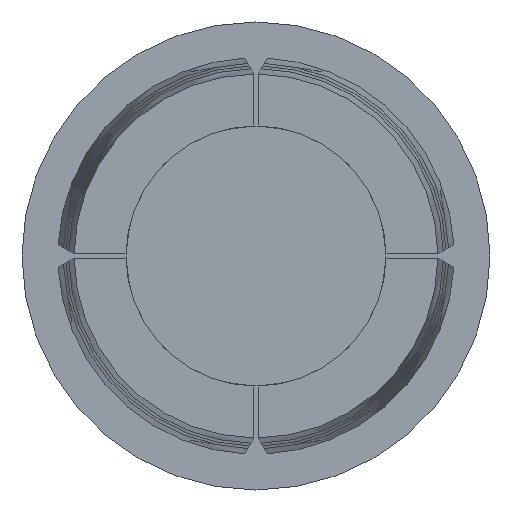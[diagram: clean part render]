
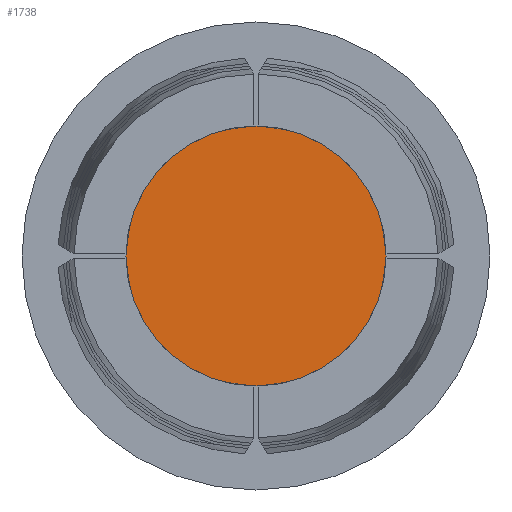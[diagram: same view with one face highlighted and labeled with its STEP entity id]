
A CAD part, front view. The second image highlights one B-rep face of the part: STEP entity #1738.
In plain terms, the highlighted planar face has unit normal (0, -1, 0).
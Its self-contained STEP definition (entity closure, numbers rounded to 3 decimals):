
#751=CARTESIAN_POINT('',(0.062,-4.325,0.));
#752=DIRECTION('',(0.,-1.,0.));
#753=DIRECTION('',(-1.,0.,0.));
#754=AXIS2_PLACEMENT_3D('',#751,#752,#753);
#756=CARTESIAN_POINT('',(0.062,-4.325,0.));
#757=DIRECTION('',(0.,-1.,0.));
#758=DIRECTION('',(1.,0.,0.));
#759=AXIS2_PLACEMENT_3D('',#756,#757,#758);
#823=CARTESIAN_POINT('',(-1.188,-4.325,0.));
#824=CARTESIAN_POINT('',(1.312,-4.325,0.));
#825=VERTEX_POINT('',#823);
#826=VERTEX_POINT('',#824);
#1729=CARTESIAN_POINT('',(0.062,-4.325,0.));
#1730=DIRECTION('',(0.,-1.,0.));
#1731=DIRECTION('',(-1.,0.,0.));
#1732=AXIS2_PLACEMENT_3D('',#1729,#1730,#1731);
#1733=PLANE('',#1732);
#1734=ORIENTED_EDGE('',*,*,#1691,.F.);
#1735=ORIENTED_EDGE('',*,*,#1714,.F.);
#1736=EDGE_LOOP('',(#1734,#1735));
#1737=FACE_OUTER_BOUND('',#1736,.F.);
#1738=ADVANCED_FACE('',(#1737),#1733,.T.);
#755=CIRCLE('',#754,1.25);
#760=CIRCLE('',#759,1.25);
#1691=EDGE_CURVE('',#825,#826,#755,.T.);
#1714=EDGE_CURVE('',#826,#825,#760,.T.);
